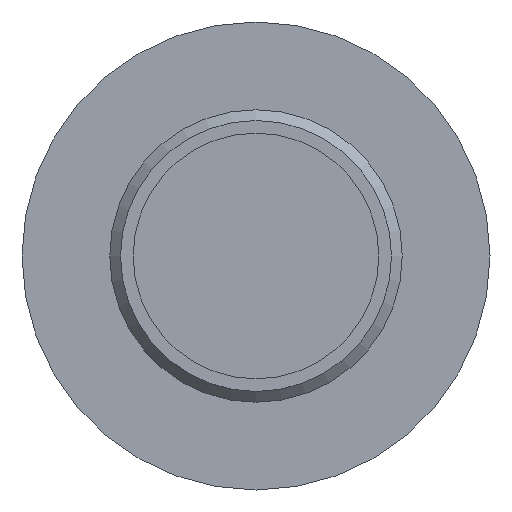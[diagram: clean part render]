
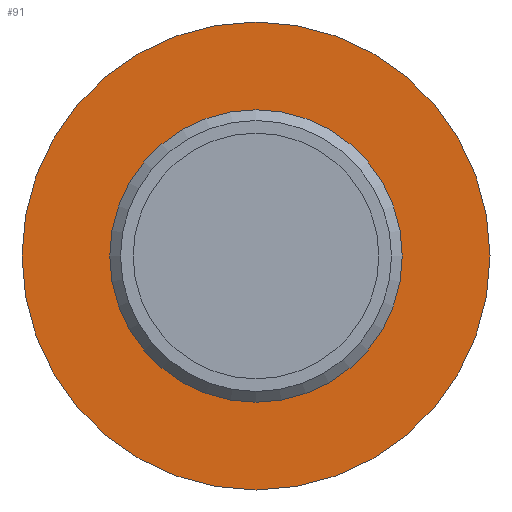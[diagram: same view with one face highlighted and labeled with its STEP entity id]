
A CAD part, front view. The second image highlights one B-rep face of the part: STEP entity #91.
In plain terms, the highlighted planar face has unit normal (0, -1, 0).
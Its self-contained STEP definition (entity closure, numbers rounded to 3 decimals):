
#91 = ADVANCED_FACE( '', ( #141, #142 ), #143, .F. );
#141 = FACE_OUTER_BOUND( '', #214, .T. );
#142 = FACE_BOUND( '', #215, .T. );
#143 = PLANE( '', #216 );
#214 = EDGE_LOOP( '', ( #382 ) );
#215 = EDGE_LOOP( '', ( #383 ) );
#216 = AXIS2_PLACEMENT_3D( '', #384, #385, #386 );
#382 = ORIENTED_EDGE( '', *, *, #527, .F. );
#383 = ORIENTED_EDGE( '', *, *, #528, .T. );
#384 = CARTESIAN_POINT( '', ( -11.58, -2.5, 0. ) );
#385 = DIRECTION( '', ( 0., 1., 0. ) );
#386 = DIRECTION( '', ( 0., 0., 1. ) );
#527 = EDGE_CURVE( '', #629, #629, #630, .T. );
#528 = EDGE_CURVE( '', #631, #631, #632, .T. );
#629 = VERTEX_POINT( '', #890 );
#630 = CIRCLE( '', #891, 20. );
#631 = VERTEX_POINT( '', #892 );
#632 = CIRCLE( '', #893, 11.58 );
#890 = CARTESIAN_POINT( '', ( 0., -2.5, 20. ) );
#891 = AXIS2_PLACEMENT_3D( '', #986, #987, #988 );
#892 = CARTESIAN_POINT( '', ( 0., -2.5, 11.58 ) );
#893 = AXIS2_PLACEMENT_3D( '', #989, #990, #991 );
#986 = CARTESIAN_POINT( '', ( 0., -2.5, 0. ) );
#987 = DIRECTION( '', ( 0., 1., 0. ) );
#988 = DIRECTION( '', ( 0., 0., 1. ) );
#989 = CARTESIAN_POINT( '', ( 0., -2.5, 0. ) );
#990 = DIRECTION( '', ( 0., 1., 0. ) );
#991 = DIRECTION( '', ( 0., 0., 1. ) );
